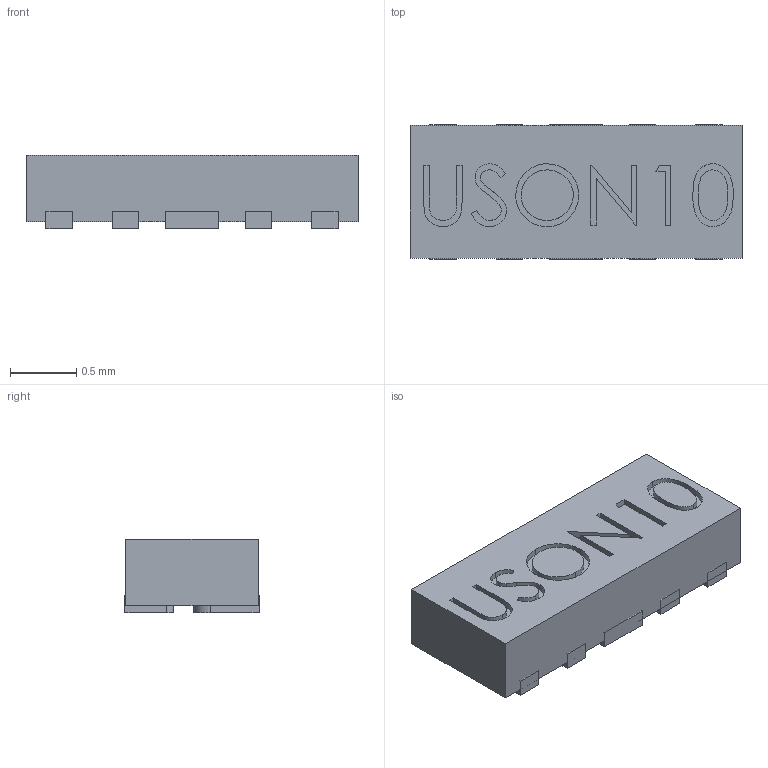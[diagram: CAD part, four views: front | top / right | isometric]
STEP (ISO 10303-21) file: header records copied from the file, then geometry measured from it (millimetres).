
FILE_DESCRIPTION(/* description */ (''),/* implementation_level */ '2;1');
FILE_NAME(/* name */ 'UDFN10.step',/* time_stamp */ '2021-08-29T11:26:50+02:00',/* author */ (''),/* organization */ (''),/* preprocessor_version */ 'ST-DEVELOPER v18.1',/* originating_system */ 'Autodesk Translation Framework v10.10.0.1391',/* authorisation */ '');
FILE_SCHEMA (('AUTOMOTIVE_DESIGN { 1 0 10303 214 3 1 1 }'));
Length unit declared in the file: millimetre
Products named in the file (17): (Unsaved); Body; Component11; Pin1; Component9; Pin2; Pin4; Component15; Pin2_1; Pin2_2; Pin2_3; Pin2_4; Pin3; Component13; Pin2_5; Pin2_6; Component6
Assembly tree (22 placements, depth 3):
  (Unsaved)
    Body
      Component11
    Pin1
      Component9
    Pin2
      Component6
    Pin4
      Component15
    Pin2_1
      Component6
    Pin2_2
      Component6
    Pin2_3
      Component6
    Pin2_4
      Component6
    Pin3
      Component13
    Pin2_5
      Component6
    Pin2_6
      Component6
Bounding box: 2.5 x 1.01 x 0.55 mm (x, y, z)
Volume: 1.4 mm3; surface area: 12.5 mm2
Topology: 11 solids, 11 shells, 153 faces, 369 edges, 246 vertices
Faces by surface type: plane 99, bspline 39, cylinder 15
Entity records: 6011 total; most frequent: CARTESIAN_POINT 3234, ORIENTED_EDGE 522, DIRECTION 399, EDGE_CURVE 261, LINE 177, VECTOR 177, VERTEX_POINT 174, EDGE_LOOP 113
